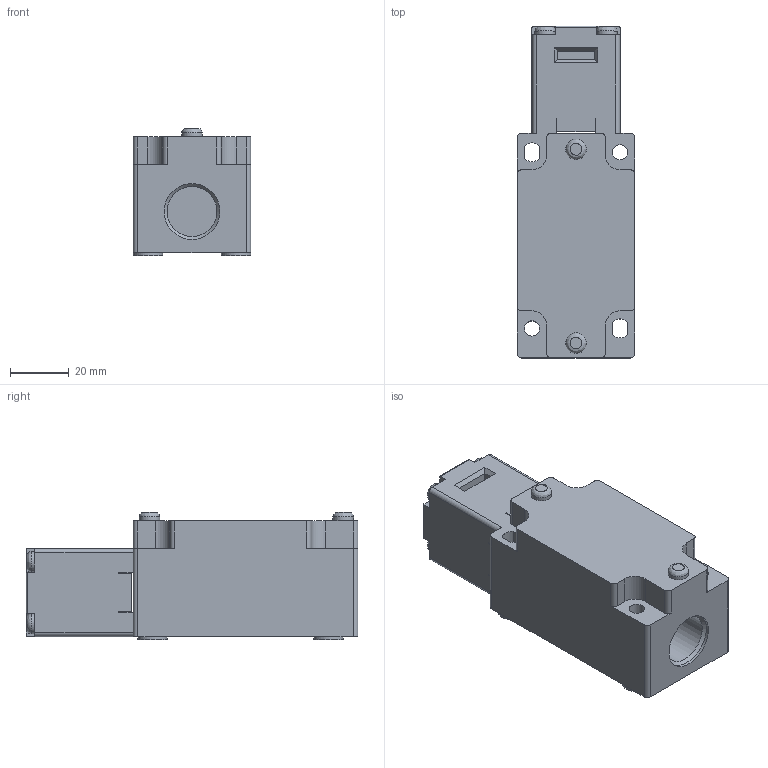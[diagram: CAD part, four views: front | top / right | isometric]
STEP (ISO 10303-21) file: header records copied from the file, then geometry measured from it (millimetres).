
FILE_DESCRIPTION (( 'STEP AP214' ), '1' );
FILE_NAME ('SBM2K4000X11.STEP', '2023-05-04T18:23:08', ( '' ), ( '' ), 'SwSTEP 2.0', 'SolidWorks 2021', '' );
FILE_SCHEMA (( 'AUTOMOTIVE_DESIGN' ));
Length unit declared in the file: inch
Products named in the file (1): SBM2K4000X11
Bounding box: 40 x 113 x 43.3 mm (x, y, z)
Volume: 139387.7 mm3; surface area: 25926.4 mm2
Topology: 1 solids, 1 shells, 147 faces, 422 edges, 275 vertices
Faces by surface type: plane 86, cylinder 54, bspline 6, cone 1
Full cylindrical faces by diameter (mm): 5.2 x2, 7 x2, 10 x4, 17 x1, 19 x1
Entity records: 6765 total; most frequent: CARTESIAN_POINT 1008, ORIENTED_EDGE 792, DIRECTION 782, EDGE_CURVE 396, LINE 282, VECTOR 282, VERTEX_POINT 266, AXIS2_PLACEMENT_3D 250
